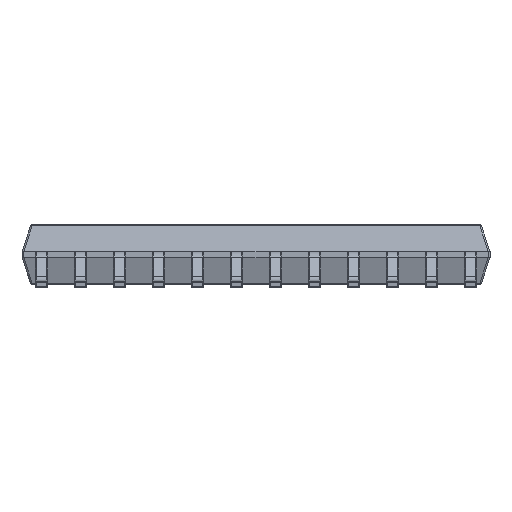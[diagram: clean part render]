
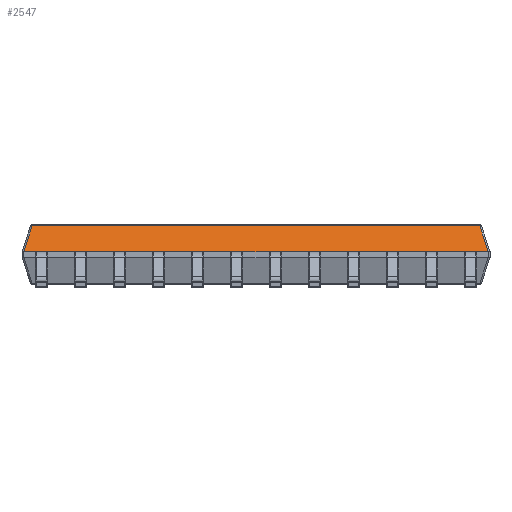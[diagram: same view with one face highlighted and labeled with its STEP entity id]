
A CAD part, left-side view. The second image highlights one B-rep face of the part: STEP entity #2547.
In plain terms, the highlighted planar face has unit normal (-0.949, 0, 0.316).
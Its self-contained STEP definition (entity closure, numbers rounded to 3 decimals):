
#2237 = VERTEX_POINT('',#2238);
#2238 = CARTESIAN_POINT('',(-2.2,-3.87,0.58));
#2244 = EDGE_CURVE('',#2237,#2245,#2247,.T.);
#2245 = VERTEX_POINT('',#2246);
#2246 = CARTESIAN_POINT('',(-2.2,3.87,0.58));
#2247 = LINE('',#2248,#2249);
#2248 = CARTESIAN_POINT('',(-2.2,3.9,0.58));
#2249 = VECTOR('',#2250,1.);
#2250 = DIRECTION('',(0.,1.,0.));
#2547 = ADVANCED_FACE('',(#2548),#2591,.T.);
#2548 = FACE_BOUND('',#2549,.T.);
#2549 = EDGE_LOOP('',(#2550,#2551,#2560,#2568,#2576,#2584));
#2550 = ORIENTED_EDGE('',*,*,#2244,.F.);
#2551 = ORIENTED_EDGE('',*,*,#2552,.T.);
#2552 = EDGE_CURVE('',#2237,#2553,#2555,.T.);
#2553 = VERTEX_POINT('',#2554);
#2554 = CARTESIAN_POINT('',(-2.2,-3.872,
    0.58));
#2555 = ( BOUNDED_CURVE() B_SPLINE_CURVE(3,(#2556,#2557,#2558,#2559),
.UNSPECIFIED.,.F.,.F.) B_SPLINE_CURVE_WITH_KNOTS((4,4),(
    0.,0.05),.PIECEWISE_BEZIER_KNOTS.) 
CURVE() GEOMETRIC_REPRESENTATION_ITEM() RATIONAL_B_SPLINE_CURVE((1.,
1.,1.,1.)) REPRESENTATION_ITEM('') );
#2556 = CARTESIAN_POINT('',(-2.2,-3.87,0.58));
#2557 = CARTESIAN_POINT('',(-2.2,-3.871,0.58));
#2558 = CARTESIAN_POINT('',(-2.2,-3.871,
    0.58));
#2559 = CARTESIAN_POINT('',(-2.2,-3.872,
    0.58));
#2560 = ORIENTED_EDGE('',*,*,#2561,.T.);
#2561 = EDGE_CURVE('',#2553,#2562,#2564,.T.);
#2562 = VERTEX_POINT('',#2563);
#2563 = CARTESIAN_POINT('',(-2.057,-3.728,
    1.009));
#2564 = LINE('',#2565,#2566);
#2565 = CARTESIAN_POINT('',(-1.712,-3.383,
    2.045));
#2566 = VECTOR('',#2567,1.);
#2567 = DIRECTION('',(0.302,0.302,0.905));
#2568 = ORIENTED_EDGE('',*,*,#2569,.T.);
#2569 = EDGE_CURVE('',#2562,#2570,#2572,.T.);
#2570 = VERTEX_POINT('',#2571);
#2571 = CARTESIAN_POINT('',(-2.057,3.728,1.009
    ));
#2572 = LINE('',#2573,#2574);
#2573 = CARTESIAN_POINT('',(-2.057,0.,1.009));
#2574 = VECTOR('',#2575,1.);
#2575 = DIRECTION('',(0.,1.,-0.));
#2576 = ORIENTED_EDGE('',*,*,#2577,.T.);
#2577 = EDGE_CURVE('',#2570,#2578,#2580,.T.);
#2578 = VERTEX_POINT('',#2579);
#2579 = CARTESIAN_POINT('',(-2.2,3.872,0.58
    ));
#2580 = LINE('',#2581,#2582);
#2581 = CARTESIAN_POINT('',(-1.712,3.383,2.045
    ));
#2582 = VECTOR('',#2583,1.);
#2583 = DIRECTION('',(-0.302,0.302,-0.905));
#2584 = ORIENTED_EDGE('',*,*,#2585,.T.);
#2585 = EDGE_CURVE('',#2578,#2245,#2586,.T.);
#2586 = ( BOUNDED_CURVE() B_SPLINE_CURVE(3,(#2587,#2588,#2589,#2590),
.UNSPECIFIED.,.F.,.F.) B_SPLINE_CURVE_WITH_KNOTS((4,4),(6.233,
6.283),.PIECEWISE_BEZIER_KNOTS.) CURVE() 
GEOMETRIC_REPRESENTATION_ITEM() RATIONAL_B_SPLINE_CURVE((1.,
1.,1.,1.)) REPRESENTATION_ITEM('') );
#2587 = CARTESIAN_POINT('',(-2.2,3.872,0.58
    ));
#2588 = CARTESIAN_POINT('',(-2.2,3.871,0.58
    ));
#2589 = CARTESIAN_POINT('',(-2.2,3.871,0.58));
#2590 = CARTESIAN_POINT('',(-2.2,3.87,0.58));
#2591 = PLANE('',#2592);
#2592 = AXIS2_PLACEMENT_3D('',#2593,#2594,#2595);
#2593 = CARTESIAN_POINT('',(-2.05,0.,1.03));
#2594 = DIRECTION('',(-0.949,0.,0.316));
#2595 = DIRECTION('',(0.,1.,0.));
